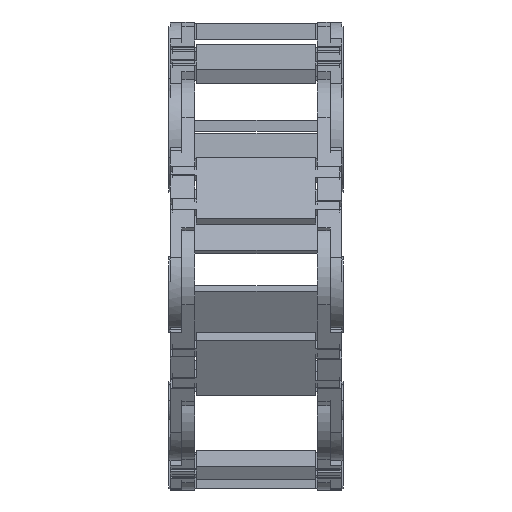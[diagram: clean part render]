
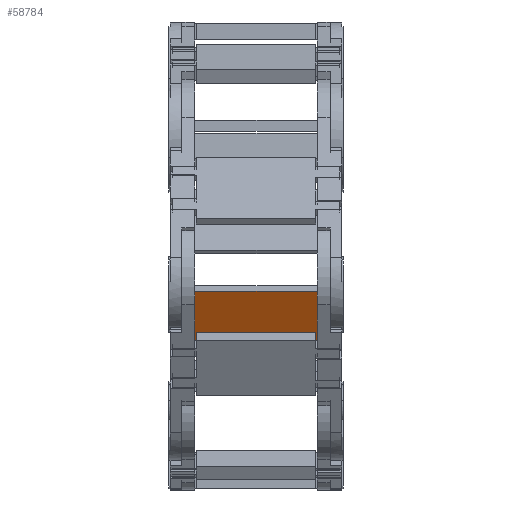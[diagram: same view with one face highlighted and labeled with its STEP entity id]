
A CAD part, left-side view. The second image highlights one B-rep face of the part: STEP entity #58784.
In plain terms, the highlighted planar face has unit normal (-0.862, 0, -0.506).
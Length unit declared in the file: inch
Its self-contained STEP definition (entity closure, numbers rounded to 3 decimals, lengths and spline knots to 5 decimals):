
#2364 = CARTESIAN_POINT ( 'NONE',  ( -32.58038, 0.00012, 1.39617 ) ) ;
#7525 = EDGE_CURVE ( 'NONE', #69504, #12284, #21442, .T. ) ;
#9403 = CARTESIAN_POINT ( 'NONE',  ( -32.38098, 0.74811, 1.0567 ) ) ;
#10450 = VECTOR ( 'NONE', #30624, 39.37008 ) ;
#10548 = LINE ( 'NONE', #28061, #69346 ) ;
#11973 = ORIENTED_EDGE ( 'NONE', *, *, #70067, .F. ) ;
#12284 = VERTEX_POINT ( 'NONE', #19583 ) ;
#13284 = EDGE_LOOP ( 'NONE', ( #64975, #36105, #11973, #64531 ) ) ;
#16163 = VECTOR ( 'NONE', #26513, 39.37008 ) ;
#19583 = CARTESIAN_POINT ( 'NONE',  ( -32.38098, 1.49606, 1.0567 ) ) ;
#19604 = DIRECTION ( 'NONE',  ( 0., -1., 0. ) ) ;
#21442 = LINE ( 'NONE', #9403, #16163 ) ;
#26507 = AXIS2_PLACEMENT_3D ( 'NONE', #67869, #36762, #19604 ) ;
#26513 = DIRECTION ( 'NONE',  ( 0., 1., 0. ) ) ;
#28061 = CARTESIAN_POINT ( 'NONE',  ( -32.77979, 0.74811, 1.73564 ) ) ;
#30624 = DIRECTION ( 'NONE',  ( 0.506, 0., -0.862 ) ) ;
#33668 = CARTESIAN_POINT ( 'NONE',  ( -32.38098, 0.00012, 1.0567 ) ) ;
#33808 = CARTESIAN_POINT ( 'NONE',  ( -32.77979, 0.00012, 1.73564 ) ) ;
#36105 = ORIENTED_EDGE ( 'NONE', *, *, #7525, .F. ) ;
#36762 = DIRECTION ( 'NONE',  ( 0.862, 0., 0.506 ) ) ;
#37350 = EDGE_CURVE ( 'NONE', #65207, #12284, #54006, .T. ) ;
#45223 = DIRECTION ( 'NONE',  ( 0., 1., 0. ) ) ;
#48654 = VERTEX_POINT ( 'NONE', #33808 ) ;
#52603 = LINE ( 'NONE', #2364, #65523 ) ;
#54006 = LINE ( 'NONE', #71485, #10450 ) ;
#55845 = PLANE ( 'NONE',  #26507 ) ;
#58784 = ADVANCED_FACE ( 'NONE', ( #72925 ), #55845, .F. ) ;
#64531 = ORIENTED_EDGE ( 'NONE', *, *, #66413, .T. ) ;
#64975 = ORIENTED_EDGE ( 'NONE', *, *, #37350, .T. ) ;
#65207 = VERTEX_POINT ( 'NONE', #66977 ) ;
#65523 = VECTOR ( 'NONE', #66983, 39.37008 ) ;
#66413 = EDGE_CURVE ( 'NONE', #48654, #65207, #10548, .T. ) ;
#66977 = CARTESIAN_POINT ( 'NONE',  ( -32.77979, 1.49606, 1.73564 ) ) ;
#66983 = DIRECTION ( 'NONE',  ( 0.506, 0., -0.862 ) ) ;
#67869 = CARTESIAN_POINT ( 'NONE',  ( -32.58038, 0.74811, 1.39617 ) ) ;
#69346 = VECTOR ( 'NONE', #45223, 39.37008 ) ;
#69504 = VERTEX_POINT ( 'NONE', #33668 ) ;
#70067 = EDGE_CURVE ( 'NONE', #48654, #69504, #52603, .T. ) ;
#71485 = CARTESIAN_POINT ( 'NONE',  ( -32.58038, 1.49606, 1.39617 ) ) ;
#72925 = FACE_OUTER_BOUND ( 'NONE', #13284, .T. ) ;
